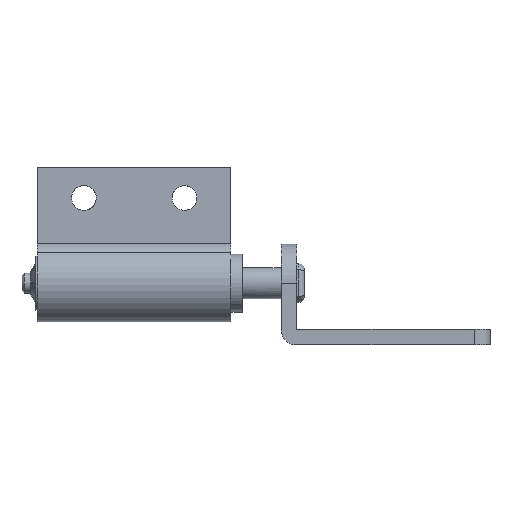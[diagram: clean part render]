
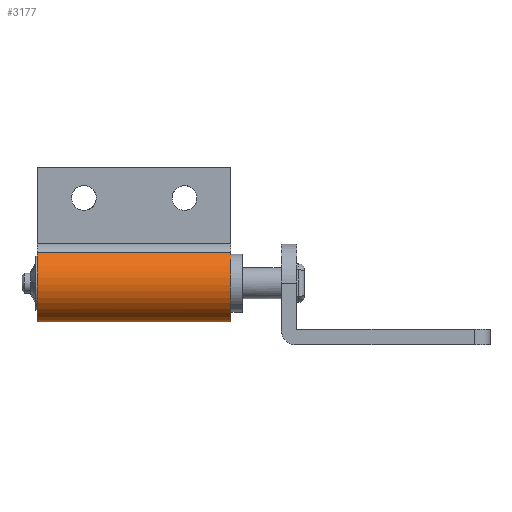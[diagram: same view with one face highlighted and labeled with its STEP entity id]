
A CAD part, front view. The second image highlights one B-rep face of the part: STEP entity #3177.
In plain terms, the highlighted free-form (B-spline) face has degree [1, 2] with [2, 7] control points.
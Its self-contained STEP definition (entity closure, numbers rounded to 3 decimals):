
#2981=CARTESIAN_POINT('',(-31.5,3.077,3.941));
#2982=VERTEX_POINT('',#2981);
#2993=CARTESIAN_POINT('',(-31.5,0.,-5.));
#2994=VERTEX_POINT('',#2993);
#2995=CARTESIAN_POINT('',(-31.5,3.077,3.941));
#2996=CARTESIAN_POINT('',(-31.5,3.331,3.743));
#2997=CARTESIAN_POINT('',(-31.5,3.86,3.24));
#2998=CARTESIAN_POINT('',(-31.5,4.415,2.418));
#2999=CARTESIAN_POINT('',(-31.5,4.745,1.626));
#3000=CARTESIAN_POINT('',(-31.5,4.923,0.954));
#3001=CARTESIAN_POINT('',(-31.5,5.022,0.184));
#3002=CARTESIAN_POINT('',(-31.5,4.977,-0.805));
#3003=CARTESIAN_POINT('',(-31.5,4.71,-1.776));
#3004=CARTESIAN_POINT('',(-31.5,4.251,-2.687));
#3005=CARTESIAN_POINT('',(-31.5,3.621,-3.513));
#3006=CARTESIAN_POINT('',(-31.5,2.754,-4.225));
#3007=CARTESIAN_POINT('',(-31.5,1.867,-4.665));
#3008=CARTESIAN_POINT('',(-31.5,0.968,-4.933));
#3009=CARTESIAN_POINT('',(-31.5,0.371,-5.));
#3010=CARTESIAN_POINT('',(-31.5,0.,-5.));
#3011=B_SPLINE_CURVE_WITH_KNOTS('',3,(#2995,#2996,#2997,#2998,#2999,#3000,#3001,#3002,#3003,#3004,#3005,#3006,#3007,#3008,#3009,#3010),.UNSPECIFIED.,.F.,.U.,(4,1,1,1,1,1,1,1,1,1,1,1,1,4),(0.,0.968,2.179,2.953,3.534,4.26,5.277,6.487,7.262,8.327,9.586,10.602,11.28,12.394),.UNSPECIFIED.);
#3012=EDGE_CURVE('',#2982,#2994,#3011,.T.);
#3014=CARTESIAN_POINT('',(-31.5,-3.077,3.941));
#3015=VERTEX_POINT('',#3014);
#3016=CARTESIAN_POINT('',(-31.5,0.,-5.));
#3017=CARTESIAN_POINT('',(-31.5,-0.403,-5.));
#3018=CARTESIAN_POINT('',(-31.5,-1.033,-4.923));
#3019=CARTESIAN_POINT('',(-31.5,-1.865,-4.657));
#3020=CARTESIAN_POINT('',(-31.5,-2.535,-4.333));
#3021=CARTESIAN_POINT('',(-31.5,-3.121,-3.928));
#3022=CARTESIAN_POINT('',(-31.5,-3.679,-3.412));
#3023=CARTESIAN_POINT('',(-31.5,-4.168,-2.808));
#3024=CARTESIAN_POINT('',(-31.5,-4.552,-2.113));
#3025=CARTESIAN_POINT('',(-31.5,-4.828,-1.371));
#3026=CARTESIAN_POINT('',(-31.5,-4.964,-0.721));
#3027=CARTESIAN_POINT('',(-31.5,-5.016,0.021));
#3028=CARTESIAN_POINT('',(-31.5,-4.963,0.829));
#3029=CARTESIAN_POINT('',(-31.5,-4.738,1.676));
#3030=CARTESIAN_POINT('',(-31.5,-4.351,2.513));
#3031=CARTESIAN_POINT('',(-31.5,-3.836,3.261));
#3032=CARTESIAN_POINT('',(-31.5,-3.344,3.733));
#3033=CARTESIAN_POINT('',(-31.5,-3.077,3.941));
#3034=B_SPLINE_CURVE_WITH_KNOTS('',3,(#3016,#3017,#3018,#3019,#3020,#3021,#3022,#3023,#3024,#3025,#3026,#3027,#3028,#3029,#3030,#3031,#3032,#3033),.UNSPECIFIED.,.F.,.U.,(4,1,1,1,1,1,1,1,1,1,1,1,1,1,1,4),(0.,1.21,1.888,2.614,3.437,4.018,4.89,5.761,6.39,7.262,7.746,8.617,9.683,10.36,11.377,12.394),.UNSPECIFIED.);
#3035=EDGE_CURVE('',#2994,#3015,#3034,.T.);
#3073=CARTESIAN_POINT('',(-6.5,-3.077,3.941));
#3074=VERTEX_POINT('',#3073);
#3075=CARTESIAN_POINT('',(-6.5,-3.077,3.941));
#3076=CARTESIAN_POINT('',(-31.5,-3.077,3.941));
#3077=QUASI_UNIFORM_CURVE('',1,(#3075,#3076),.UNSPECIFIED.,.F.,.U.);
#3078=EDGE_CURVE('',#3074,#3015,#3077,.T.);
#3100=CARTESIAN_POINT('',(-5.875,-2.905,4.07));
#3101=CARTESIAN_POINT('',(-32.141,-2.905,4.07));
#3102=CARTESIAN_POINT('',(-5.875,-7.505,0.786));
#3103=CARTESIAN_POINT('',(-32.141,-7.505,0.786));
#3104=CARTESIAN_POINT('',(-5.875,-3.685,-3.379));
#3105=CARTESIAN_POINT('',(-32.141,-3.685,-3.379));
#3106=CARTESIAN_POINT('',(-5.875,0.134,-7.545));
#3107=CARTESIAN_POINT('',(-32.141,0.134,-7.545));
#3108=CARTESIAN_POINT('',(-5.875,3.803,-3.246));
#3109=CARTESIAN_POINT('',(-32.141,3.803,-3.246));
#3110=CARTESIAN_POINT('',(-5.875,7.472,1.053));
#3111=CARTESIAN_POINT('',(-32.141,7.472,1.053));
#3112=CARTESIAN_POINT('',(-5.875,2.758,4.17));
#3113=CARTESIAN_POINT('',(-32.141,2.758,4.17));
#3121=(BOUNDED_SURFACE()B_SPLINE_SURFACE(1,2,((#3100,#3102,#3104,#3106,#3108,#3110,#3112),(#3101,#3103,#3105,#3107,#3109,#3111,#3113)),.UNSPECIFIED.,.F.,.F.,.U.)B_SPLINE_SURFACE_WITH_KNOTS((2,2),(3,2,2,3),(0.0,26.266),(0.0,9.009,18.019,27.028),.UNSPECIFIED.)GEOMETRIC_REPRESENTATION_ITEM()RATIONAL_B_SPLINE_SURFACE(((1.0,0.663,1.0,0.663,1.0,0.663,1.0),(1.0,0.663,1.0,0.663,1.0,0.663,1.0)))REPRESENTATION_ITEM('')SURFACE());
#3122=ORIENTED_EDGE('',*,*,#3035,.F.);
#3123=ORIENTED_EDGE('',*,*,#3012,.F.);
#3124=CARTESIAN_POINT('',(-6.5,3.077,3.941));
#3125=VERTEX_POINT('',#3124);
#3126=CARTESIAN_POINT('',(-6.5,3.077,3.941));
#3127=CARTESIAN_POINT('',(-31.5,3.077,3.941));
#3128=QUASI_UNIFORM_CURVE('',1,(#3126,#3127),.UNSPECIFIED.,.F.,.U.);
#3129=EDGE_CURVE('',#3125,#2982,#3128,.T.);
#3130=ORIENTED_EDGE('',*,*,#3129,.F.);
#3131=CARTESIAN_POINT('',(-6.5,0.,-5.));
#3132=VERTEX_POINT('',#3131);
#3133=CARTESIAN_POINT('',(-6.5,3.077,3.941));
#3134=CARTESIAN_POINT('',(-6.5,3.268,3.792));
#3135=CARTESIAN_POINT('',(-6.5,3.664,3.434));
#3136=CARTESIAN_POINT('',(-6.5,4.15,2.827));
#3137=CARTESIAN_POINT('',(-6.5,4.613,2.011));
#3138=CARTESIAN_POINT('',(-6.5,4.896,1.163));
#3139=CARTESIAN_POINT('',(-6.5,5.028,0.136));
#3140=CARTESIAN_POINT('',(-6.5,4.969,-0.854));
#3141=CARTESIAN_POINT('',(-6.5,4.71,-1.742));
#3142=CARTESIAN_POINT('',(-6.5,4.357,-2.486));
#3143=CARTESIAN_POINT('',(-6.5,3.876,-3.217));
#3144=CARTESIAN_POINT('',(-6.5,3.159,-3.925));
#3145=CARTESIAN_POINT('',(-6.5,2.352,-4.438));
#3146=CARTESIAN_POINT('',(-6.5,1.577,-4.767));
#3147=CARTESIAN_POINT('',(-6.5,0.807,-4.957));
#3148=CARTESIAN_POINT('',(-6.5,0.258,-5.));
#3149=CARTESIAN_POINT('',(-6.5,0.,-5.));
#3150=B_SPLINE_CURVE_WITH_KNOTS('',3,(#3133,#3134,#3135,#3136,#3137,#3138,#3139,#3140,#3141,#3142,#3143,#3144,#3145,#3146,#3147,#3148,#3149),.UNSPECIFIED.,.F.,.U.,(4,1,1,1,1,1,1,1,1,1,1,1,1,1,4),(0.,0.726,1.598,2.324,3.534,4.26,5.422,6.487,7.02,7.891,9.102,10.021,10.748,11.619,12.394),.UNSPECIFIED.);
#3151=EDGE_CURVE('',#3125,#3132,#3150,.T.);
#3152=ORIENTED_EDGE('',*,*,#3151,.T.);
#3153=CARTESIAN_POINT('',(-6.5,0.,-5.));
#3154=CARTESIAN_POINT('',(-6.5,-0.323,-5.));
#3155=CARTESIAN_POINT('',(-6.5,-0.855,-4.948));
#3156=CARTESIAN_POINT('',(-6.5,-1.653,-4.739));
#3157=CARTESIAN_POINT('',(-6.5,-2.397,-4.419));
#3158=CARTESIAN_POINT('',(-6.5,-3.072,-3.971));
#3159=CARTESIAN_POINT('',(-6.5,-3.681,-3.414));
#3160=CARTESIAN_POINT('',(-6.5,-4.126,-2.858));
#3161=CARTESIAN_POINT('',(-6.5,-4.515,-2.186));
#3162=CARTESIAN_POINT('',(-6.5,-4.837,-1.391));
#3163=CARTESIAN_POINT('',(-6.5,-5.003,-0.513));
#3164=CARTESIAN_POINT('',(-6.5,-5.004,0.296));
#3165=CARTESIAN_POINT('',(-6.5,-4.919,0.986));
#3166=CARTESIAN_POINT('',(-6.5,-4.695,1.814));
#3167=CARTESIAN_POINT('',(-6.5,-4.267,2.672));
#3168=CARTESIAN_POINT('',(-6.5,-3.687,3.411));
#3169=CARTESIAN_POINT('',(-6.5,-3.28,3.782));
#3170=CARTESIAN_POINT('',(-6.5,-3.077,3.941));
#3171=B_SPLINE_CURVE_WITH_KNOTS('',3,(#3153,#3154,#3155,#3156,#3157,#3158,#3159,#3160,#3161,#3162,#3163,#3164,#3165,#3166,#3167,#3168,#3169,#3170),.UNSPECIFIED.,.F.,.U.,(4,1,1,1,1,1,1,1,1,1,1,1,1,1,1,4),(0.,0.968,1.598,2.469,3.389,4.018,4.938,5.519,6.342,7.504,8.182,8.763,9.586,10.748,11.619,12.394),.UNSPECIFIED.);
#3172=EDGE_CURVE('',#3132,#3074,#3171,.T.);
#3173=ORIENTED_EDGE('',*,*,#3172,.T.);
#3174=ORIENTED_EDGE('',*,*,#3078,.T.);
#3175=EDGE_LOOP('',(#3122,#3123,#3130,#3152,#3173,#3174));
#3176=FACE_OUTER_BOUND('',#3175,.T.);
#3177=ADVANCED_FACE('',(#3176),#3121,.T.);
